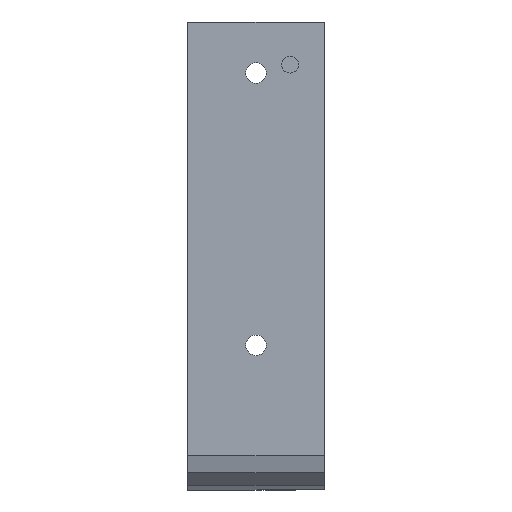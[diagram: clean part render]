
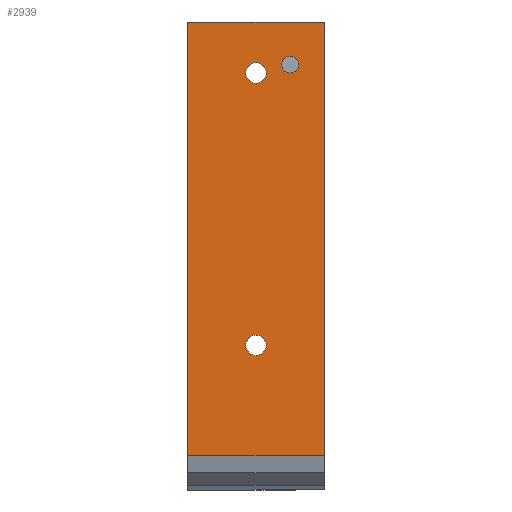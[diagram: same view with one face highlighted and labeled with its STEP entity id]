
A CAD part, front view. The second image highlights one B-rep face of the part: STEP entity #2939.
In plain terms, the highlighted planar face has unit normal (0, -1, 0).
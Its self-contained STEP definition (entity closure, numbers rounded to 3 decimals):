
#1374 = PLANE('',#1375);
#1375 = AXIS2_PLACEMENT_3D('',#1376,#1377,#1378);
#1376 = CARTESIAN_POINT('',(2210.,4074.357,53.524)
  );
#1377 = DIRECTION('',(-1.,0.,-0.));
#1378 = DIRECTION('',(0.,1.,0.));
#1430 = PLANE('',#1431);
#1431 = AXIS2_PLACEMENT_3D('',#1432,#1433,#1434);
#1432 = CARTESIAN_POINT('',(2290.,4074.357,53.524)
  );
#1433 = DIRECTION('',(1.,0.,0.));
#1434 = DIRECTION('',(0.,-1.,0.));
#1911 = VERTEX_POINT('',#1912);
#1912 = CARTESIAN_POINT('',(2210.,4000.,20.));
#1926 = PLANE('',#1927);
#1927 = AXIS2_PLACEMENT_3D('',#1928,#1929,#1930);
#1928 = CARTESIAN_POINT('',(2250.,4001.34,15.)
  );
#1929 = DIRECTION('',(0.,-0.966,
    -0.259));
#1930 = DIRECTION('',(0.,0.259,-0.966));
#1938 = EDGE_CURVE('',#1911,#1939,#1941,.T.);
#1939 = VERTEX_POINT('',#1940);
#1940 = CARTESIAN_POINT('',(2210.,4000.,275.));
#1941 = SURFACE_CURVE('',#1942,(#1946,#1953),.PCURVE_S1.);
#1942 = LINE('',#1943,#1944);
#1943 = CARTESIAN_POINT('',(2210.,4000.,20.));
#1944 = VECTOR('',#1945,1.);
#1945 = DIRECTION('',(0.,0.,1.));
#1946 = PCURVE('',#1374,#1947);
#1947 = DEFINITIONAL_REPRESENTATION('',(#1948),#1952);
#1948 = LINE('',#1949,#1950);
#1949 = CARTESIAN_POINT('',(-74.357,33.524));
#1950 = VECTOR('',#1951,1.);
#1951 = DIRECTION('',(0.,-1.));
#1952 = ( GEOMETRIC_REPRESENTATION_CONTEXT(2) 
PARAMETRIC_REPRESENTATION_CONTEXT() REPRESENTATION_CONTEXT('2D SPACE',''
  ) );
#1953 = PCURVE('',#1954,#1959);
#1954 = PLANE('',#1955);
#1955 = AXIS2_PLACEMENT_3D('',#1956,#1957,#1958);
#1956 = CARTESIAN_POINT('',(2250.,4000.,147.5));
#1957 = DIRECTION('',(0.,-1.,0.));
#1958 = DIRECTION('',(1.,0.,0.));
#1959 = DEFINITIONAL_REPRESENTATION('',(#1960),#1964);
#1960 = LINE('',#1961,#1962);
#1961 = CARTESIAN_POINT('',(-40.,-127.5));
#1962 = VECTOR('',#1963,1.);
#1963 = DIRECTION('',(0.,1.));
#1964 = ( GEOMETRIC_REPRESENTATION_CONTEXT(2) 
PARAMETRIC_REPRESENTATION_CONTEXT() REPRESENTATION_CONTEXT('2D SPACE',''
  ) );
#1980 = PLANE('',#1981);
#1981 = AXIS2_PLACEMENT_3D('',#1982,#1983,#1984);
#1982 = CARTESIAN_POINT('',(2250.,4004.,275.));
#1983 = DIRECTION('',(0.,0.,1.));
#1984 = DIRECTION('',(-1.,-0.,0.));
#2093 = EDGE_CURVE('',#2094,#2096,#2098,.T.);
#2094 = VERTEX_POINT('',#2095);
#2095 = CARTESIAN_POINT('',(2290.,4000.,20.));
#2096 = VERTEX_POINT('',#2097);
#2097 = CARTESIAN_POINT('',(2290.,4000.,275.));
#2098 = SURFACE_CURVE('',#2099,(#2103,#2110),.PCURVE_S1.);
#2099 = LINE('',#2100,#2101);
#2100 = CARTESIAN_POINT('',(2290.,4000.,20.));
#2101 = VECTOR('',#2102,1.);
#2102 = DIRECTION('',(0.,0.,1.));
#2103 = PCURVE('',#1430,#2104);
#2104 = DEFINITIONAL_REPRESENTATION('',(#2105),#2109);
#2105 = LINE('',#2106,#2107);
#2106 = CARTESIAN_POINT('',(74.357,33.524));
#2107 = VECTOR('',#2108,1.);
#2108 = DIRECTION('',(0.,-1.));
#2109 = ( GEOMETRIC_REPRESENTATION_CONTEXT(2) 
PARAMETRIC_REPRESENTATION_CONTEXT() REPRESENTATION_CONTEXT('2D SPACE',''
  ) );
#2110 = PCURVE('',#1954,#2111);
#2111 = DEFINITIONAL_REPRESENTATION('',(#2112),#2116);
#2112 = LINE('',#2113,#2114);
#2113 = CARTESIAN_POINT('',(40.,-127.5));
#2114 = VECTOR('',#2115,1.);
#2115 = DIRECTION('',(0.,1.));
#2116 = ( GEOMETRIC_REPRESENTATION_CONTEXT(2) 
PARAMETRIC_REPRESENTATION_CONTEXT() REPRESENTATION_CONTEXT('2D SPACE',''
  ) );
#2704 = CYLINDRICAL_SURFACE('',#2705,6.);
#2705 = AXIS2_PLACEMENT_3D('',#2706,#2707,#2708);
#2706 = CARTESIAN_POINT('',(2250.,3999.9,85.));
#2707 = DIRECTION('',(0.,-1.,0.));
#2708 = DIRECTION('',(0.,0.,-1.));
#2738 = CYLINDRICAL_SURFACE('',#2739,5.);
#2739 = AXIS2_PLACEMENT_3D('',#2740,#2741,#2742);
#2740 = CARTESIAN_POINT('',(2270.,3999.9,250.));
#2741 = DIRECTION('',(0.,-1.,0.));
#2742 = DIRECTION('',(0.,0.,-1.));
#2772 = CYLINDRICAL_SURFACE('',#2773,6.);
#2773 = AXIS2_PLACEMENT_3D('',#2774,#2775,#2776);
#2774 = CARTESIAN_POINT('',(2250.,3999.9,245.));
#2775 = DIRECTION('',(0.,-1.,0.));
#2776 = DIRECTION('',(0.,0.,-1.));
#2918 = EDGE_CURVE('',#2094,#1911,#2919,.T.);
#2919 = SURFACE_CURVE('',#2920,(#2924,#2931),.PCURVE_S1.);
#2920 = LINE('',#2921,#2922);
#2921 = CARTESIAN_POINT('',(2290.,4000.,20.));
#2922 = VECTOR('',#2923,1.);
#2923 = DIRECTION('',(-1.,-0.,0.));
#2924 = PCURVE('',#1926,#2925);
#2925 = DEFINITIONAL_REPRESENTATION('',(#2926),#2930);
#2926 = LINE('',#2927,#2928);
#2927 = CARTESIAN_POINT('',(-5.176,40.));
#2928 = VECTOR('',#2929,1.);
#2929 = DIRECTION('',(0.,-1.));
#2930 = ( GEOMETRIC_REPRESENTATION_CONTEXT(2) 
PARAMETRIC_REPRESENTATION_CONTEXT() REPRESENTATION_CONTEXT('2D SPACE',''
  ) );
#2931 = PCURVE('',#1954,#2932);
#2932 = DEFINITIONAL_REPRESENTATION('',(#2933),#2937);
#2933 = LINE('',#2934,#2935);
#2934 = CARTESIAN_POINT('',(40.,-127.5));
#2935 = VECTOR('',#2936,1.);
#2936 = DIRECTION('',(-1.,0.));
#2937 = ( GEOMETRIC_REPRESENTATION_CONTEXT(2) 
PARAMETRIC_REPRESENTATION_CONTEXT() REPRESENTATION_CONTEXT('2D SPACE',''
  ) );
#2939 = ADVANCED_FACE('',(#2940,#2966,#2991,#3016),#1954,.T.);
#2940 = FACE_BOUND('',#2941,.T.);
#2941 = EDGE_LOOP('',(#2942,#2943,#2944,#2945));
#2942 = ORIENTED_EDGE('',*,*,#1938,.F.);
#2943 = ORIENTED_EDGE('',*,*,#2918,.F.);
#2944 = ORIENTED_EDGE('',*,*,#2093,.T.);
#2945 = ORIENTED_EDGE('',*,*,#2946,.T.);
#2946 = EDGE_CURVE('',#2096,#1939,#2947,.T.);
#2947 = SURFACE_CURVE('',#2948,(#2952,#2959),.PCURVE_S1.);
#2948 = LINE('',#2949,#2950);
#2949 = CARTESIAN_POINT('',(2290.,4000.,275.));
#2950 = VECTOR('',#2951,1.);
#2951 = DIRECTION('',(-1.,0.,0.));
#2952 = PCURVE('',#1954,#2953);
#2953 = DEFINITIONAL_REPRESENTATION('',(#2954),#2958);
#2954 = LINE('',#2955,#2956);
#2955 = CARTESIAN_POINT('',(40.,127.5));
#2956 = VECTOR('',#2957,1.);
#2957 = DIRECTION('',(-1.,0.));
#2958 = ( GEOMETRIC_REPRESENTATION_CONTEXT(2) 
PARAMETRIC_REPRESENTATION_CONTEXT() REPRESENTATION_CONTEXT('2D SPACE',''
  ) );
#2959 = PCURVE('',#1980,#2960);
#2960 = DEFINITIONAL_REPRESENTATION('',(#2961),#2965);
#2961 = LINE('',#2962,#2963);
#2962 = CARTESIAN_POINT('',(-40.,4.));
#2963 = VECTOR('',#2964,1.);
#2964 = DIRECTION('',(1.,0.));
#2965 = ( GEOMETRIC_REPRESENTATION_CONTEXT(2) 
PARAMETRIC_REPRESENTATION_CONTEXT() REPRESENTATION_CONTEXT('2D SPACE',''
  ) );
#2966 = FACE_BOUND('',#2967,.T.);
#2967 = EDGE_LOOP('',(#2968));
#2968 = ORIENTED_EDGE('',*,*,#2969,.F.);
#2969 = EDGE_CURVE('',#2970,#2970,#2972,.T.);
#2970 = VERTEX_POINT('',#2971);
#2971 = CARTESIAN_POINT('',(2250.,4000.,79.));
#2972 = SURFACE_CURVE('',#2973,(#2978,#2985),.PCURVE_S1.);
#2973 = CIRCLE('',#2974,6.);
#2974 = AXIS2_PLACEMENT_3D('',#2975,#2976,#2977);
#2975 = CARTESIAN_POINT('',(2250.,4000.,85.));
#2976 = DIRECTION('',(0.,-1.,0.));
#2977 = DIRECTION('',(0.,0.,-1.));
#2978 = PCURVE('',#1954,#2979);
#2979 = DEFINITIONAL_REPRESENTATION('',(#2980),#2984);
#2980 = CIRCLE('',#2981,6.);
#2981 = AXIS2_PLACEMENT_2D('',#2982,#2983);
#2982 = CARTESIAN_POINT('',(0.,-62.5));
#2983 = DIRECTION('',(0.,-1.));
#2984 = ( GEOMETRIC_REPRESENTATION_CONTEXT(2) 
PARAMETRIC_REPRESENTATION_CONTEXT() REPRESENTATION_CONTEXT('2D SPACE',''
  ) );
#2985 = PCURVE('',#2704,#2986);
#2986 = DEFINITIONAL_REPRESENTATION('',(#2987),#2990);
#2987 = B_SPLINE_CURVE_WITH_KNOTS('',1,(#2988,#2989),.UNSPECIFIED.,.F.,
  .F.,(2,2),(0.,6.283),.PIECEWISE_BEZIER_KNOTS.);
#2988 = CARTESIAN_POINT('',(-6.283,-0.1));
#2989 = CARTESIAN_POINT('',(0.,-0.1));
#2990 = ( GEOMETRIC_REPRESENTATION_CONTEXT(2) 
PARAMETRIC_REPRESENTATION_CONTEXT() REPRESENTATION_CONTEXT('2D SPACE',''
  ) );
#2991 = FACE_BOUND('',#2992,.T.);
#2992 = EDGE_LOOP('',(#2993));
#2993 = ORIENTED_EDGE('',*,*,#2994,.F.);
#2994 = EDGE_CURVE('',#2995,#2995,#2997,.T.);
#2995 = VERTEX_POINT('',#2996);
#2996 = CARTESIAN_POINT('',(2270.,4000.,245.));
#2997 = SURFACE_CURVE('',#2998,(#3003,#3010),.PCURVE_S1.);
#2998 = CIRCLE('',#2999,5.);
#2999 = AXIS2_PLACEMENT_3D('',#3000,#3001,#3002);
#3000 = CARTESIAN_POINT('',(2270.,4000.,250.));
#3001 = DIRECTION('',(0.,-1.,0.));
#3002 = DIRECTION('',(0.,0.,-1.));
#3003 = PCURVE('',#1954,#3004);
#3004 = DEFINITIONAL_REPRESENTATION('',(#3005),#3009);
#3005 = CIRCLE('',#3006,5.);
#3006 = AXIS2_PLACEMENT_2D('',#3007,#3008);
#3007 = CARTESIAN_POINT('',(20.,102.5));
#3008 = DIRECTION('',(0.,-1.));
#3009 = ( GEOMETRIC_REPRESENTATION_CONTEXT(2) 
PARAMETRIC_REPRESENTATION_CONTEXT() REPRESENTATION_CONTEXT('2D SPACE',''
  ) );
#3010 = PCURVE('',#2738,#3011);
#3011 = DEFINITIONAL_REPRESENTATION('',(#3012),#3015);
#3012 = B_SPLINE_CURVE_WITH_KNOTS('',1,(#3013,#3014),.UNSPECIFIED.,.F.,
  .F.,(2,2),(0.,6.283),.PIECEWISE_BEZIER_KNOTS.);
#3013 = CARTESIAN_POINT('',(-6.283,-0.1));
#3014 = CARTESIAN_POINT('',(0.,-0.1));
#3015 = ( GEOMETRIC_REPRESENTATION_CONTEXT(2) 
PARAMETRIC_REPRESENTATION_CONTEXT() REPRESENTATION_CONTEXT('2D SPACE',''
  ) );
#3016 = FACE_BOUND('',#3017,.T.);
#3017 = EDGE_LOOP('',(#3018));
#3018 = ORIENTED_EDGE('',*,*,#3019,.F.);
#3019 = EDGE_CURVE('',#3020,#3020,#3022,.T.);
#3020 = VERTEX_POINT('',#3021);
#3021 = CARTESIAN_POINT('',(2250.,4000.,239.));
#3022 = SURFACE_CURVE('',#3023,(#3028,#3035),.PCURVE_S1.);
#3023 = CIRCLE('',#3024,6.);
#3024 = AXIS2_PLACEMENT_3D('',#3025,#3026,#3027);
#3025 = CARTESIAN_POINT('',(2250.,4000.,245.));
#3026 = DIRECTION('',(0.,-1.,0.));
#3027 = DIRECTION('',(0.,0.,-1.));
#3028 = PCURVE('',#1954,#3029);
#3029 = DEFINITIONAL_REPRESENTATION('',(#3030),#3034);
#3030 = CIRCLE('',#3031,6.);
#3031 = AXIS2_PLACEMENT_2D('',#3032,#3033);
#3032 = CARTESIAN_POINT('',(0.,97.5));
#3033 = DIRECTION('',(0.,-1.));
#3034 = ( GEOMETRIC_REPRESENTATION_CONTEXT(2) 
PARAMETRIC_REPRESENTATION_CONTEXT() REPRESENTATION_CONTEXT('2D SPACE',''
  ) );
#3035 = PCURVE('',#2772,#3036);
#3036 = DEFINITIONAL_REPRESENTATION('',(#3037),#3040);
#3037 = B_SPLINE_CURVE_WITH_KNOTS('',1,(#3038,#3039),.UNSPECIFIED.,.F.,
  .F.,(2,2),(0.,6.283),.PIECEWISE_BEZIER_KNOTS.);
#3038 = CARTESIAN_POINT('',(-6.283,-0.1));
#3039 = CARTESIAN_POINT('',(0.,-0.1));
#3040 = ( GEOMETRIC_REPRESENTATION_CONTEXT(2) 
PARAMETRIC_REPRESENTATION_CONTEXT() REPRESENTATION_CONTEXT('2D SPACE',''
  ) );
